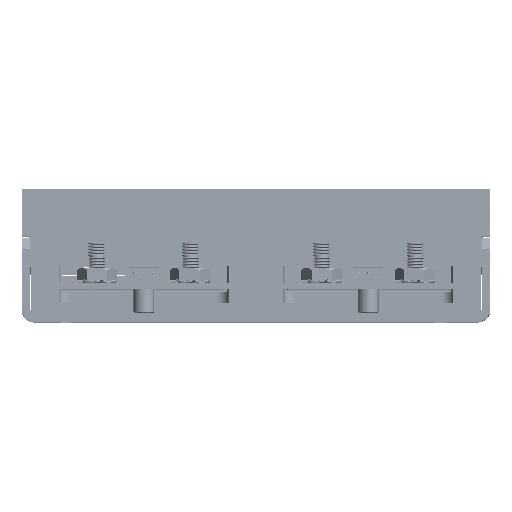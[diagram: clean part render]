
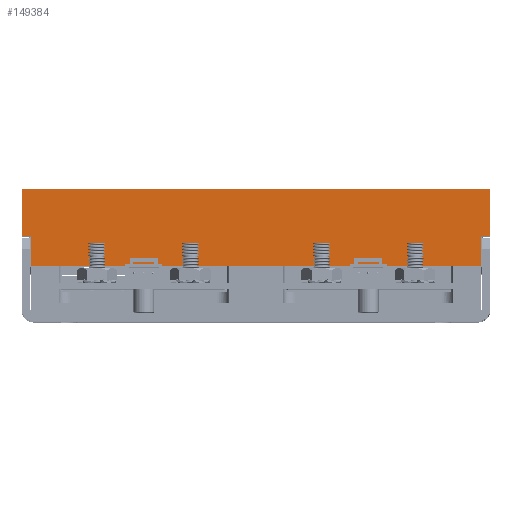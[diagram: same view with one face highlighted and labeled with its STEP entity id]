
A CAD part, top view. The second image highlights one B-rep face of the part: STEP entity #149384.
In plain terms, the highlighted planar face has unit normal (0, 0, 1).
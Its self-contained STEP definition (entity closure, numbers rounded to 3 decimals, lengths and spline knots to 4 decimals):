
#1636 = EDGE_CURVE ( 'NONE', #72633, #72593, #102126, .T. ) ;
#1656 = EDGE_CURVE ( 'NONE', #72635, #72591, #102192, .T. ) ;
#1670 = EDGE_CURVE ( 'NONE', #72631, #72597, #102236, .T. ) ;
#1672 = EDGE_CURVE ( 'NONE', #72602, #72626, #102243, .T. ) ;
#1686 = EDGE_CURVE ( 'NONE', #72633, #72626, #102282, .T. ) ;
#1690 = EDGE_CURVE ( 'NONE', #72631, #72635, #102298, .T. ) ;
#59034 = EDGE_LOOP ( 'NONE', ( #68190, #68191, #68192, #68193, #68194, #68195, #68196, #68197 ) ) ;
#68190 = ORIENTED_EDGE ( 'NONE', *, *, #1670, .T. ) ;
#68191 = ORIENTED_EDGE ( 'NONE', *, *, #128154, .T. ) ;
#68192 = ORIENTED_EDGE ( 'NONE', *, *, #1672, .T. ) ;
#68193 = ORIENTED_EDGE ( 'NONE', *, *, #1686, .F. ) ;
#68194 = ORIENTED_EDGE ( 'NONE', *, *, #1636, .T. ) ;
#68195 = ORIENTED_EDGE ( 'NONE', *, *, #128141, .T. ) ;
#68196 = ORIENTED_EDGE ( 'NONE', *, *, #1656, .F. ) ;
#68197 = ORIENTED_EDGE ( 'NONE', *, *, #1690, .F. ) ;
#72591 = VERTEX_POINT ( 'NONE', #84317 ) ;
#72593 = VERTEX_POINT ( 'NONE', #84319 ) ;
#72597 = VERTEX_POINT ( 'NONE', #84310 ) ;
#72602 = VERTEX_POINT ( 'NONE', #84327 ) ;
#72626 = VERTEX_POINT ( 'NONE', #84349 ) ;
#72631 = VERTEX_POINT ( 'NONE', #84355 ) ;
#72633 = VERTEX_POINT ( 'NONE', #84356 ) ;
#72635 = VERTEX_POINT ( 'NONE', #84358 ) ;
#84310 = CARTESIAN_POINT ( 'NONE',  ( -4.81, 0.5, -7.2329 ) ) ;
#84317 = CARTESIAN_POINT ( 'NONE',  ( -4.905, 1.318, -7.2329 ) ) ;
#84319 = CARTESIAN_POINT ( 'NONE',  ( 0.095, 1.318, -7.2329 ) ) ;
#84327 = CARTESIAN_POINT ( 'NONE',  ( 0., 0.5, -7.2329 ) ) ;
#84349 = CARTESIAN_POINT ( 'NONE',  ( 0., 0.82, -7.2329 ) ) ;
#84355 = CARTESIAN_POINT ( 'NONE',  ( -4.81, 0.82, -7.2329 ) ) ;
#84356 = CARTESIAN_POINT ( 'NONE',  ( 0.095, 0.82, -7.2329 ) ) ;
#84358 = CARTESIAN_POINT ( 'NONE',  ( -4.905, 0.82, -7.2329 ) ) ;
#102121 = VECTOR ( 'NONE', #104400, 39.3701 ) ;
#102126 = LINE ( 'NONE', #104388, #102121 ) ;
#102189 = VECTOR ( 'NONE', #104492, 39.3701 ) ;
#102192 = LINE ( 'NONE', #104480, #102189 ) ;
#102233 = VECTOR ( 'NONE', #104560, 39.3701 ) ;
#102236 = LINE ( 'NONE', #104548, #102233 ) ;
#102243 = LINE ( 'NONE', #104566, #102245 ) ;
#102245 = VECTOR ( 'NONE', #104568, 39.3701 ) ;
#102282 = LINE ( 'NONE', #104625, #102289 ) ;
#102289 = VECTOR ( 'NONE', #104631, 39.3701 ) ;
#102298 = LINE ( 'NONE', #104645, #102303 ) ;
#102303 = VECTOR ( 'NONE', #104653, 39.3701 ) ;
#104388 = CARTESIAN_POINT ( 'NONE',  ( 0.095, 0.5, -7.2329 ) ) ;
#104400 = DIRECTION ( 'NONE',  ( 0., 1., 0. ) ) ;
#104480 = CARTESIAN_POINT ( 'NONE',  ( -4.905, 0.82, -7.2329 ) ) ;
#104492 = DIRECTION ( 'NONE',  ( 0., 1., 0. ) ) ;
#104548 = CARTESIAN_POINT ( 'NONE',  ( -4.81, 0.909, -7.2329 ) ) ;
#104560 = DIRECTION ( 'NONE',  ( 0., -1., 0. ) ) ;
#104566 = CARTESIAN_POINT ( 'NONE',  ( 0., 0.909, -7.2329 ) ) ;
#104568 = DIRECTION ( 'NONE',  ( 0., 1., 0. ) ) ;
#104625 = CARTESIAN_POINT ( 'NONE',  ( -2.405, 0.82, -7.2329 ) ) ;
#104631 = DIRECTION ( 'NONE',  ( -1., 0., 0. ) ) ;
#104645 = CARTESIAN_POINT ( 'NONE',  ( -2.405, 0.82, -7.2329 ) ) ;
#104653 = DIRECTION ( 'NONE',  ( -1., 0., 0. ) ) ;
#128141 = EDGE_CURVE ( 'NONE', #72593, #72591, #179892, .T. ) ;
#128154 = EDGE_CURVE ( 'NONE', #72597, #72602, #179915, .T. ) ;
#132373 = FACE_OUTER_BOUND ( 'NONE', #59034, .T. ) ;
#135129 = AXIS2_PLACEMENT_3D ( 'NONE', #139275, #139306, #139308 ) ;
#139275 = CARTESIAN_POINT ( 'NONE',  ( -4.905, 0.5, -7.2329 ) ) ;
#139290 = PLANE ( 'NONE',  #135129 ) ;
#139306 = DIRECTION ( 'NONE',  ( 0., 0., 1. ) ) ;
#139308 = DIRECTION ( 'NONE',  ( 1., 0., 0. ) ) ;
#149384 = ADVANCED_FACE ( 'NONE', ( #132373 ), #139290, .T. ) ;
#177719 = CARTESIAN_POINT ( 'NONE',  ( -2.405, 1.318, -7.2329 ) ) ;
#177745 = DIRECTION ( 'NONE',  ( -1., 0., 0. ) ) ;
#177767 = CARTESIAN_POINT ( 'NONE',  ( -2.405, 0.5, -7.2329 ) ) ;
#177769 = DIRECTION ( 'NONE',  ( 1., 0., 0. ) ) ;
#179868 = VECTOR ( 'NONE', #177745, 39.3701 ) ;
#179892 = LINE ( 'NONE', #177719, #179868 ) ;
#179915 = LINE ( 'NONE', #177767, #179917 ) ;
#179917 = VECTOR ( 'NONE', #177769, 39.3701 ) ;
